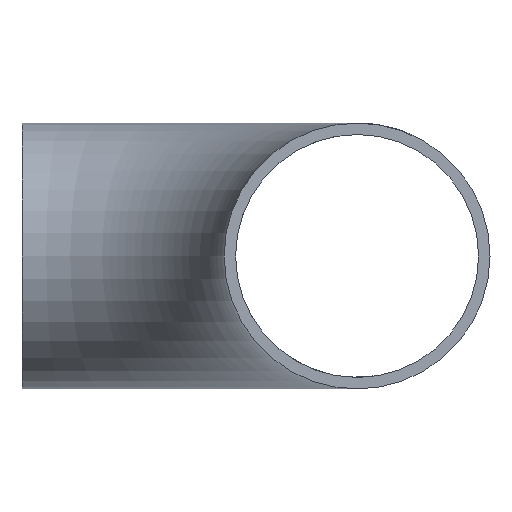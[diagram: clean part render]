
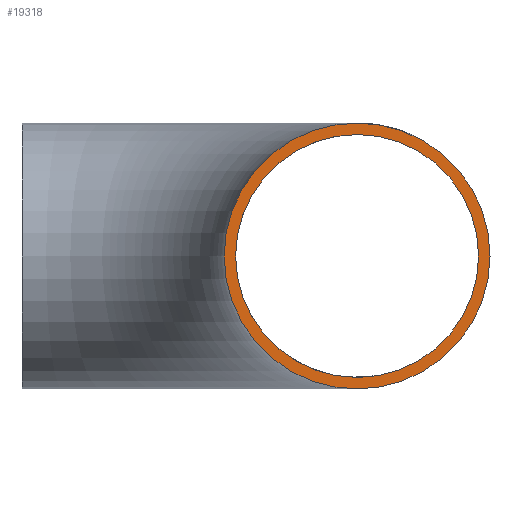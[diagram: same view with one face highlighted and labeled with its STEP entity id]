
A CAD part, left-side view. The second image highlights one B-rep face of the part: STEP entity #19318.
In plain terms, the highlighted planar face has unit normal (-1, 0, 0).
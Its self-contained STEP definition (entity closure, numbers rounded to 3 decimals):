
#511 = CARTESIAN_POINT ( 'NONE',  ( 0., 0., 0. ) ) ;
#575 = AXIS2_PLACEMENT_3D ( 'NONE', #21669, #13162, #19894 ) ;
#1163 = EDGE_LOOP ( 'NONE', ( #20082, #1906 ) ) ;
#1906 = ORIENTED_EDGE ( 'NONE', *, *, #10859, .F. ) ;
#1913 = AXIS2_PLACEMENT_3D ( 'NONE', #12009, #9849, #18772 ) ;
#2279 = EDGE_CURVE ( 'NONE', #8301, #21751, #2657, .T. ) ;
#2657 = CIRCLE ( 'NONE', #1913, 27.55 ) ;
#2843 = CARTESIAN_POINT ( 'NONE',  ( 0., 0., 27.55 ) ) ;
#3677 = DIRECTION ( 'NONE',  ( 1., 0., 0. ) ) ;
#4634 = FACE_BOUND ( 'NONE', #10681, .T. ) ;
#5114 = DIRECTION ( 'NONE',  ( 0., 0., -1. ) ) ;
#5886 = VERTEX_POINT ( 'NONE', #7365 ) ;
#6810 = AXIS2_PLACEMENT_3D ( 'NONE', #7006, #3677, #5114 ) ;
#6909 = EDGE_CURVE ( 'NONE', #5886, #20161, #11412, .T. ) ;
#7006 = CARTESIAN_POINT ( 'NONE',  ( 0., 0., 0. ) ) ;
#7365 = CARTESIAN_POINT ( 'NONE',  ( 0., 0., -30.15 ) ) ;
#8159 = CARTESIAN_POINT ( 'NONE',  ( 0., 0., -27.55 ) ) ;
#8301 = VERTEX_POINT ( 'NONE', #8159 ) ;
#9849 = DIRECTION ( 'NONE',  ( 1., 0., 0. ) ) ;
#10681 = EDGE_LOOP ( 'NONE', ( #11580, #18384 ) ) ;
#10734 = DIRECTION ( 'NONE',  ( 0., 0., -1. ) ) ;
#10859 = EDGE_CURVE ( 'NONE', #20161, #5886, #11483, .T. ) ;
#11412 = CIRCLE ( 'NONE', #6810, 30.15 ) ;
#11483 = CIRCLE ( 'NONE', #14662, 30.15 ) ;
#11580 = ORIENTED_EDGE ( 'NONE', *, *, #20289, .T. ) ;
#12009 = CARTESIAN_POINT ( 'NONE',  ( 0., 0., 0. ) ) ;
#12840 = DIRECTION ( 'NONE',  ( 0., 0., -1. ) ) ;
#13162 = DIRECTION ( 'NONE',  ( 1., 0., 0. ) ) ;
#14662 = AXIS2_PLACEMENT_3D ( 'NONE', #511, #15604, #10734 ) ;
#14933 = PLANE ( 'NONE',  #575 ) ;
#15405 = CARTESIAN_POINT ( 'NONE',  ( 0., 0., 30.15 ) ) ;
#15604 = DIRECTION ( 'NONE',  ( 1., 0., 0. ) ) ;
#15829 = AXIS2_PLACEMENT_3D ( 'NONE', #16618, #16502, #12840 ) ;
#16190 = CIRCLE ( 'NONE', #15829, 27.55 ) ;
#16502 = DIRECTION ( 'NONE',  ( 1., 0., 0. ) ) ;
#16601 = FACE_OUTER_BOUND ( 'NONE', #1163, .T. ) ;
#16618 = CARTESIAN_POINT ( 'NONE',  ( 0., 0., 0. ) ) ;
#18384 = ORIENTED_EDGE ( 'NONE', *, *, #2279, .T. ) ;
#18772 = DIRECTION ( 'NONE',  ( 0., 0., -1. ) ) ;
#19318 = ADVANCED_FACE ( 'NONE', ( #4634, #16601 ), #14933, .F. ) ;
#19894 = DIRECTION ( 'NONE',  ( 0., 0., -1. ) ) ;
#20082 = ORIENTED_EDGE ( 'NONE', *, *, #6909, .F. ) ;
#20161 = VERTEX_POINT ( 'NONE', #15405 ) ;
#20289 = EDGE_CURVE ( 'NONE', #21751, #8301, #16190, .T. ) ;
#21669 = CARTESIAN_POINT ( 'NONE',  ( 0., 0., 0. ) ) ;
#21751 = VERTEX_POINT ( 'NONE', #2843 ) ;
